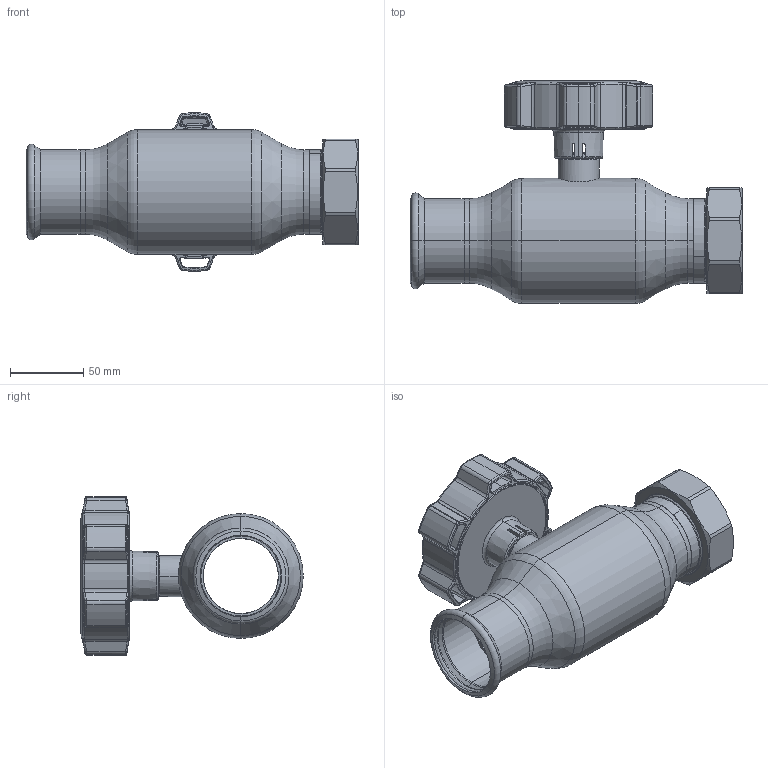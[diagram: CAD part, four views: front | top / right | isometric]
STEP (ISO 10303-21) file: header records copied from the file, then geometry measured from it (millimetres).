
FILE_DESCRIPTION (( 'STEP AP214' ), '1' );
FILE_NAME ('1050001400-1200.step', '2024-01-15T11:25:46', ( '' ), ( '' ), 'SwSTEP 2.0', 'SolidWorks 2021', '' );
FILE_SCHEMA (( 'AUTOMOTIVE_DESIGN' ));
Length unit declared in the file: millimetre
Products named in the file (1): 1050001400-1200
Bounding box: 226 x 151.5 x 107.98 mm (x, y, z)
Surface area: 124200.6 mm2 (no closed solid volume)
Topology: 0 solids, 12 shells, 534 faces, 1597 edges, 1041 vertices
Faces by surface type: bspline 151, cylinder 134, plane 103, torus 77, cone 63, sphere 6
Entity records: 32137 total; most frequent: CARTESIAN_POINT 13451, ORIENTED_EDGE 2773, DIRECTION 2311, EDGE_CURVE 1597, VERTEX_POINT 1041, AXIS2_PLACEMENT_3D 925, B_SPLINE_CURVE_WITH_KNOTS 572, EDGE_LOOP 566
